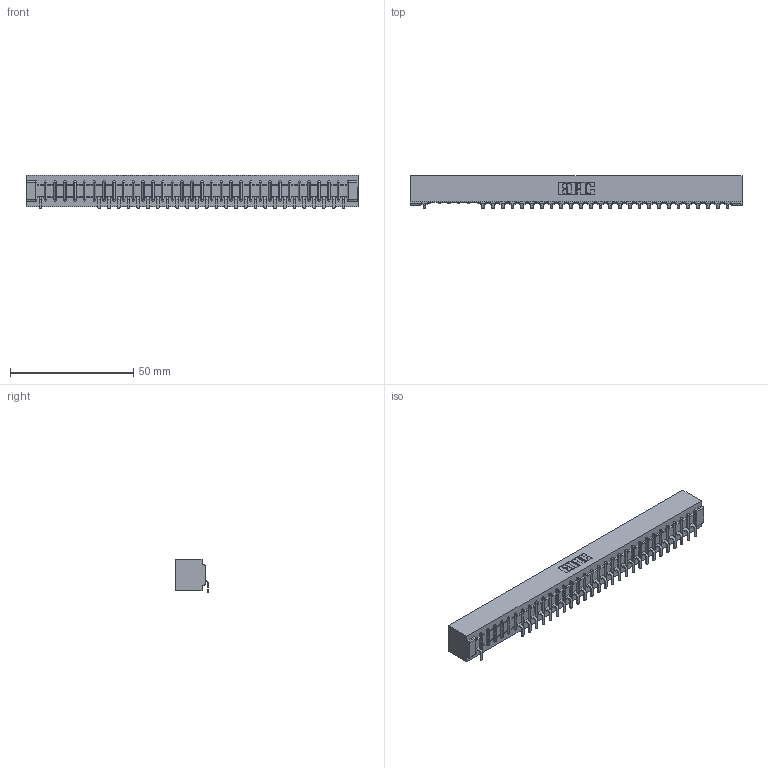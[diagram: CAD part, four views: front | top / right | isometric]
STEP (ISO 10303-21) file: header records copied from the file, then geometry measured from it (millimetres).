
FILE_DESCRIPTION (( 'STEP AP203' ), '1' );
FILE_NAME ('357-032-553-101.STEP', '2018-08-09T23:47:17', ( '' ), ( '' ), 'SwSTEP 2.0', 'SolidWorks 2016', '' );
FILE_SCHEMA (( 'CONFIG_CONTROL_DESIGN' ));
Length unit declared in the file: inch
Products named in the file (3): 307 Part_No Mounting Lugs; 307-290-002_553; 357-032-553-101
Assembly tree (28 placements, depth 2):
  357-032-553-101
    307 Part_No Mounting Lugs
    307-290-002_553  x27
Bounding box: 134.67 x 13.32 x 13.5 mm (x, y, z)
Volume: 14749.9 mm3; surface area: 17745.4 mm2
Topology: 28 solids, 28 shells, 2349 faces, 7207 edges, 4714 vertices
Faces by surface type: plane 1395, cylinder 888, sphere 66
Entity records: 29082 total; most frequent: CARTESIAN_POINT 4927, ORIENTED_EDGE 4922, DIRECTION 4785, EDGE_CURVE 2461, LINE 1881, VECTOR 1881, VERTEX_POINT 1594, AXIS2_PLACEMENT_3D 1452
